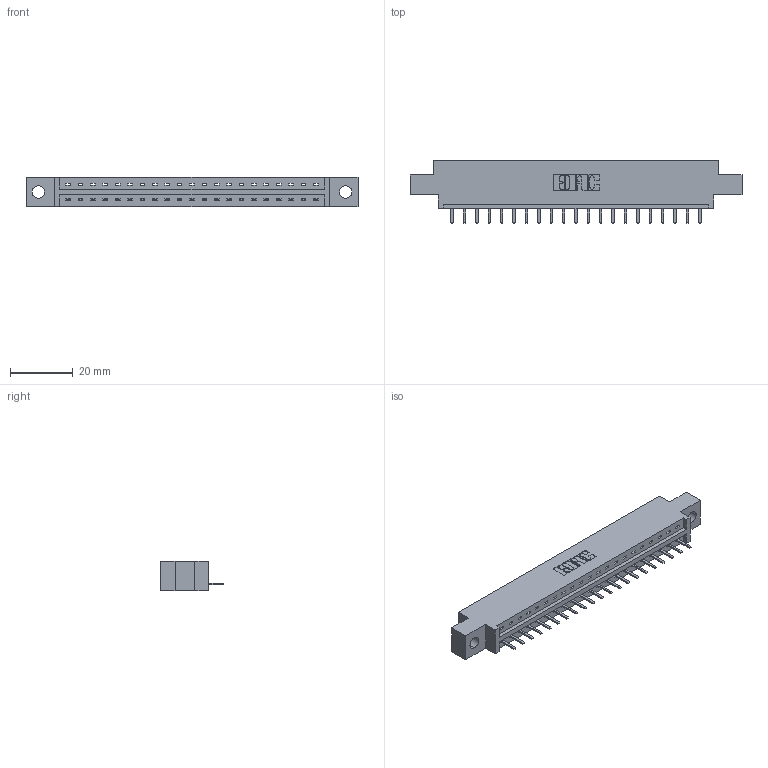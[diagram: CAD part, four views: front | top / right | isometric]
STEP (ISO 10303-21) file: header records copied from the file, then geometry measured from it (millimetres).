
FILE_DESCRIPTION (( 'STEP AP203' ), '1' );
FILE_NAME ('387-021-520-604.STEP', '2018-09-14T01:13:10', ( '' ), ( '' ), 'SwSTEP 2.0', 'SolidWorks 2016', '' );
FILE_SCHEMA (( 'CONFIG_CONTROL_DESIGN' ));
Length unit declared in the file: inch
Products named in the file (3): 337 Part_0.170 Offset - 0.156 Dia-TH; 345-292-001_345-293-120; 387-021-520-604
Assembly tree (22 placements, depth 2):
  387-021-520-604
    337 Part_0.170 Offset - 0.156 Dia-TH
    345-292-001_345-293-120  x21
Bounding box: 106.22 x 20.02 x 9.4 mm (x, y, z)
Volume: 10511.5 mm3; surface area: 10419.8 mm2
Topology: 22 solids, 22 shells, 1504 faces, 4439 edges, 2902 vertices
Faces by surface type: plane 1082, cylinder 422
Entity records: 18575 total; most frequent: CARTESIAN_POINT 3253, ORIENTED_EDGE 3198, DIRECTION 2769, EDGE_CURVE 1599, VECTOR 1467, LINE 1467, VERTEX_POINT 1062, AXIS2_PLACEMENT_3D 651
